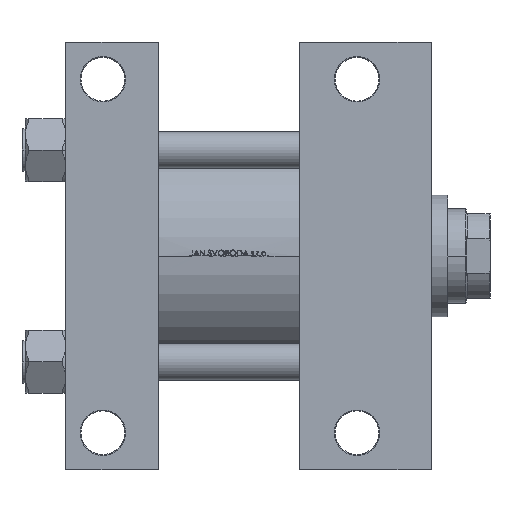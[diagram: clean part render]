
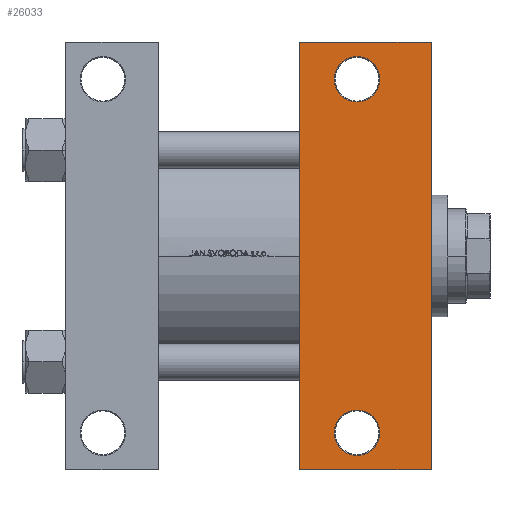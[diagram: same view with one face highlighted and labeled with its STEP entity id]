
A CAD part, front view. The second image highlights one B-rep face of the part: STEP entity #26033.
In plain terms, the highlighted face is planar.
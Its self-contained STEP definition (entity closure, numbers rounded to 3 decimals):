
#196 = LINE ( 'NONE', #33504, #43084 ) ;
#801 = ORIENTED_EDGE ( 'NONE', *, *, #21481, .T. ) ;
#859 = CIRCLE ( 'NONE', #9501, 13.499 ) ;
#1005 = EDGE_CURVE ( 'NONE', #28594, #42908, #25972, .T. ) ;
#1314 = CIRCLE ( 'NONE', #15258, 13.499 ) ;
#1971 = CARTESIAN_POINT ( 'NONE',  ( 173., -105., -82.5 ) ) ;
#4146 = DIRECTION ( 'NONE',  ( -1., 0., 0. ) ) ;
#4665 = LINE ( 'NONE', #4901, #35843 ) ;
#4901 = CARTESIAN_POINT ( 'NONE',  ( 139., 127., -82.5 ) ) ;
#4999 = AXIS2_PLACEMENT_3D ( 'NONE', #1971, #12909, #35515 ) ;
#5055 = ORIENTED_EDGE ( 'NONE', *, *, #12523, .T. ) ;
#6494 = CARTESIAN_POINT ( 'NONE',  ( 139., -127., -82.5 ) ) ;
#7152 = ORIENTED_EDGE ( 'NONE', *, *, #15153, .T. ) ;
#9138 = CARTESIAN_POINT ( 'NONE',  ( 139., 82.5, -82.5 ) ) ;
#9501 = AXIS2_PLACEMENT_3D ( 'NONE', #11668, #15075, #4146 ) ;
#9651 = DIRECTION ( 'NONE',  ( -1., 0., 0. ) ) ;
#9804 = AXIS2_PLACEMENT_3D ( 'NONE', #23740, #23028, #23505 ) ;
#10661 = EDGE_CURVE ( 'NONE', #33594, #30680, #4665, .T. ) ;
#11668 = CARTESIAN_POINT ( 'NONE',  ( 173., 105., -82.5 ) ) ;
#11752 = DIRECTION ( 'NONE',  ( -1., 0., 0. ) ) ;
#11979 = VECTOR ( 'NONE', #9651, 1000. ) ;
#12523 = EDGE_CURVE ( 'NONE', #39949, #34965, #859, .T. ) ;
#12909 = DIRECTION ( 'NONE',  ( 0., 0., 1. ) ) ;
#15075 = DIRECTION ( 'NONE',  ( 0., 0., 1. ) ) ;
#15153 = EDGE_CURVE ( 'NONE', #34965, #39949, #44417, .T. ) ;
#15258 = AXIS2_PLACEMENT_3D ( 'NONE', #39078, #21073, #42954 ) ;
#15331 = EDGE_LOOP ( 'NONE', ( #39252, #15636 ) ) ;
#15503 = PLANE ( 'NONE',  #9804 ) ;
#15636 = ORIENTED_EDGE ( 'NONE', *, *, #34932, .T. ) ;
#16214 = FACE_BOUND ( 'NONE', #15331, .T. ) ;
#18670 = CARTESIAN_POINT ( 'NONE',  ( 217., 127., -82.5 ) ) ;
#18887 = ORIENTED_EDGE ( 'NONE', *, *, #28670, .F. ) ;
#20831 = CARTESIAN_POINT ( 'NONE',  ( 159.501, 105., -82.5 ) ) ;
#21073 = DIRECTION ( 'NONE',  ( 0., 0., 1. ) ) ;
#21481 = EDGE_CURVE ( 'NONE', #42462, #47031, #42713, .T. ) ;
#22109 = ORIENTED_EDGE ( 'NONE', *, *, #10661, .T. ) ;
#23028 = DIRECTION ( 'NONE',  ( 0., 0., -1. ) ) ;
#23197 = EDGE_LOOP ( 'NONE', ( #18887, #22109, #37814, #801 ) ) ;
#23505 = DIRECTION ( 'NONE',  ( -1., 0., 0. ) ) ;
#23740 = CARTESIAN_POINT ( 'NONE',  ( 217., 82.5, -82.5 ) ) ;
#23807 = CARTESIAN_POINT ( 'NONE',  ( 139., 127., -82.5 ) ) ;
#24206 = LINE ( 'NONE', #9138, #26837 ) ;
#24444 = DIRECTION ( 'NONE',  ( 0., -1., 0. ) ) ;
#25972 = CIRCLE ( 'NONE', #4999, 13.499 ) ;
#26033 = ADVANCED_FACE ( 'NONE', ( #29369, #16214, #38580 ), #15503, .T. ) ;
#26837 = VECTOR ( 'NONE', #24444, 1000. ) ;
#28594 = VERTEX_POINT ( 'NONE', #34194 ) ;
#28670 = EDGE_CURVE ( 'NONE', #33594, #47031, #24206, .T. ) ;
#29369 = FACE_BOUND ( 'NONE', #42115, .T. ) ;
#30674 = EDGE_CURVE ( 'NONE', #30680, #42462, #196, .T. ) ;
#30680 = VERTEX_POINT ( 'NONE', #18670 ) ;
#33504 = CARTESIAN_POINT ( 'NONE',  ( 217., 82.5, -82.5 ) ) ;
#33594 = VERTEX_POINT ( 'NONE', #23807 ) ;
#34194 = CARTESIAN_POINT ( 'NONE',  ( 159.501, -105., -82.5 ) ) ;
#34932 = EDGE_CURVE ( 'NONE', #42908, #28594, #1314, .T. ) ;
#34965 = VERTEX_POINT ( 'NONE', #20831 ) ;
#35515 = DIRECTION ( 'NONE',  ( -1., 0., 0. ) ) ;
#35843 = VECTOR ( 'NONE', #41146, 1000. ) ;
#35885 = AXIS2_PLACEMENT_3D ( 'NONE', #45072, #41410, #11752 ) ;
#37814 = ORIENTED_EDGE ( 'NONE', *, *, #30674, .T. ) ;
#38580 = FACE_OUTER_BOUND ( 'NONE', #23197, .T. ) ;
#39078 = CARTESIAN_POINT ( 'NONE',  ( 173., -105., -82.5 ) ) ;
#39252 = ORIENTED_EDGE ( 'NONE', *, *, #1005, .T. ) ;
#39708 = CARTESIAN_POINT ( 'NONE',  ( 186.499, -105., -82.5 ) ) ;
#39949 = VERTEX_POINT ( 'NONE', #46923 ) ;
#40547 = CARTESIAN_POINT ( 'NONE',  ( 217., -127., -82.5 ) ) ;
#41146 = DIRECTION ( 'NONE',  ( 1., 0., 0. ) ) ;
#41268 = DIRECTION ( 'NONE',  ( 0., -1., 0. ) ) ;
#41410 = DIRECTION ( 'NONE',  ( 0., 0., 1. ) ) ;
#42115 = EDGE_LOOP ( 'NONE', ( #7152, #5055 ) ) ;
#42462 = VERTEX_POINT ( 'NONE', #40547 ) ;
#42531 = CARTESIAN_POINT ( 'NONE',  ( 139., -127., -82.5 ) ) ;
#42713 = LINE ( 'NONE', #6494, #11979 ) ;
#42908 = VERTEX_POINT ( 'NONE', #39708 ) ;
#42954 = DIRECTION ( 'NONE',  ( -1., 0., 0. ) ) ;
#43084 = VECTOR ( 'NONE', #41268, 1000. ) ;
#44417 = CIRCLE ( 'NONE', #35885, 13.499 ) ;
#45072 = CARTESIAN_POINT ( 'NONE',  ( 173., 105., -82.5 ) ) ;
#46923 = CARTESIAN_POINT ( 'NONE',  ( 186.499, 105., -82.5 ) ) ;
#47031 = VERTEX_POINT ( 'NONE', #42531 ) ;
